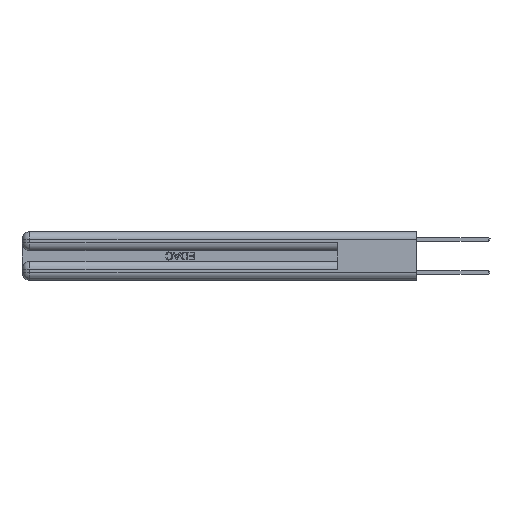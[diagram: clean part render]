
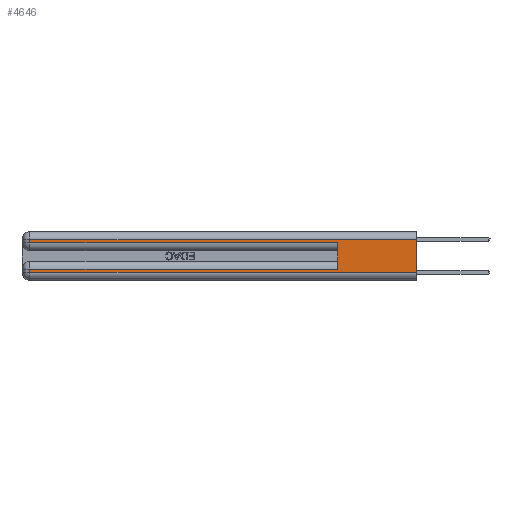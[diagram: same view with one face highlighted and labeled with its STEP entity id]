
A CAD part, left-side view. The second image highlights one B-rep face of the part: STEP entity #4646.
In plain terms, the highlighted planar face has unit normal (-1, 0, 0).
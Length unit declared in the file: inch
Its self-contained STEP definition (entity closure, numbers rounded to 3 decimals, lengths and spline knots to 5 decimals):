
#445 = CARTESIAN_POINT ( 'NONE',  ( 0., 0., 0.37 ) ) ;
#1070 = EDGE_CURVE ( 'NONE', #2341, #7108, #5860, .T. ) ;
#1638 = VECTOR ( 'NONE', #11748, 39.37008 ) ;
#2008 = CARTESIAN_POINT ( 'NONE',  ( 0., 0., 0.37 ) ) ;
#2333 = DIRECTION ( 'NONE',  ( 0., 0., -1. ) ) ;
#2341 = VERTEX_POINT ( 'NONE', #31297 ) ;
#2343 = VERTEX_POINT ( 'NONE', #22803 ) ;
#2598 = LINE ( 'NONE', #2008, #5273 ) ;
#3173 = CARTESIAN_POINT ( 'NONE',  ( 0., 0.6, 0.145 ) ) ;
#3411 = PLANE ( 'NONE',  #5743 ) ;
#4119 = CARTESIAN_POINT ( 'NONE',  ( 0., 2.94, 0.285 ) ) ;
#4314 = ORIENTED_EDGE ( 'NONE', *, *, #24957, .F. ) ;
#4632 = ORIENTED_EDGE ( 'NONE', *, *, #33123, .F. ) ;
#4646 = ADVANCED_FACE ( 'NONE', ( #28743 ), #3411, .F. ) ;
#4716 = VECTOR ( 'NONE', #22002, 39.37008 ) ;
#4740 = ORIENTED_EDGE ( 'NONE', *, *, #31609, .T. ) ;
#5273 = VECTOR ( 'NONE', #16256, 39.37008 ) ;
#5728 = VERTEX_POINT ( 'NONE', #9629 ) ;
#5743 = AXIS2_PLACEMENT_3D ( 'NONE', #445, #14896, #23271 ) ;
#5860 = LINE ( 'NONE', #10802, #11211 ) ;
#6744 = ORIENTED_EDGE ( 'NONE', *, *, #33887, .T. ) ;
#7108 = VERTEX_POINT ( 'NONE', #4119 ) ;
#8218 = ORIENTED_EDGE ( 'NONE', *, *, #1070, .T. ) ;
#8908 = CARTESIAN_POINT ( 'NONE',  ( 0., 0., 0.285 ) ) ;
#9291 = DIRECTION ( 'NONE',  ( 0., 1., 0. ) ) ;
#9629 = CARTESIAN_POINT ( 'NONE',  ( 0., 0., 0.06 ) ) ;
#10053 = ORIENTED_EDGE ( 'NONE', *, *, #20064, .T. ) ;
#10446 = CARTESIAN_POINT ( 'NONE',  ( 0., 2.94, 0.37 ) ) ;
#10621 = DIRECTION ( 'NONE',  ( 0., -1., 0. ) ) ;
#10802 = CARTESIAN_POINT ( 'NONE',  ( 0., 2.94, 0.37 ) ) ;
#11211 = VECTOR ( 'NONE', #2333, 39.37008 ) ;
#11748 = DIRECTION ( 'NONE',  ( 0., 0., 1. ) ) ;
#12280 = EDGE_CURVE ( 'NONE', #7108, #14348, #21172, .T. ) ;
#13848 = EDGE_LOOP ( 'NONE', ( #4314, #6744, #8218, #33642, #4632, #17749, #10053, #4740 ) ) ;
#14348 = VERTEX_POINT ( 'NONE', #21598 ) ;
#14896 = DIRECTION ( 'NONE',  ( 1., 0., 0. ) ) ;
#15194 = VERTEX_POINT ( 'NONE', #36361 ) ;
#15608 = LINE ( 'NONE', #20289, #18227 ) ;
#15999 = VECTOR ( 'NONE', #9291, 39.37008 ) ;
#16256 = DIRECTION ( 'NONE',  ( 0., 0., -1. ) ) ;
#17749 = ORIENTED_EDGE ( 'NONE', *, *, #23696, .T. ) ;
#18227 = VECTOR ( 'NONE', #32186, 39.37008 ) ;
#18558 = LINE ( 'NONE', #3173, #1638 ) ;
#19036 = LINE ( 'NONE', #31671, #15999 ) ;
#20064 = EDGE_CURVE ( 'NONE', #23411, #15194, #20281, .T. ) ;
#20281 = LINE ( 'NONE', #10446, #4716 ) ;
#20289 = CARTESIAN_POINT ( 'NONE',  ( 0., 0., 0.085 ) ) ;
#21172 = LINE ( 'NONE', #8908, #23749 ) ;
#21359 = VERTEX_POINT ( 'NONE', #29929 ) ;
#21598 = CARTESIAN_POINT ( 'NONE',  ( 0., 0.6, 0.285 ) ) ;
#22002 = DIRECTION ( 'NONE',  ( 0., 0., -1. ) ) ;
#22803 = CARTESIAN_POINT ( 'NONE',  ( 0., 0., 0.31 ) ) ;
#23271 = DIRECTION ( 'NONE',  ( 0., 0., -1. ) ) ;
#23411 = VERTEX_POINT ( 'NONE', #28301 ) ;
#23696 = EDGE_CURVE ( 'NONE', #21359, #23411, #15608, .T. ) ;
#23749 = VECTOR ( 'NONE', #29227, 39.37008 ) ;
#24957 = EDGE_CURVE ( 'NONE', #2343, #5728, #2598, .T. ) ;
#28301 = CARTESIAN_POINT ( 'NONE',  ( 0., 2.94, 0.085 ) ) ;
#28743 = FACE_OUTER_BOUND ( 'NONE', #13848, .T. ) ;
#29227 = DIRECTION ( 'NONE',  ( 0., -1., 0. ) ) ;
#29929 = CARTESIAN_POINT ( 'NONE',  ( 0., 0.6, 0.085 ) ) ;
#30487 = CARTESIAN_POINT ( 'NONE',  ( 0., 0., 0.06 ) ) ;
#31297 = CARTESIAN_POINT ( 'NONE',  ( 0., 2.94, 0.31 ) ) ;
#31609 = EDGE_CURVE ( 'NONE', #15194, #5728, #32863, .T. ) ;
#31671 = CARTESIAN_POINT ( 'NONE',  ( 0., 0., 0.31 ) ) ;
#32186 = DIRECTION ( 'NONE',  ( 0., 1., 0. ) ) ;
#32863 = LINE ( 'NONE', #30487, #35554 ) ;
#33123 = EDGE_CURVE ( 'NONE', #21359, #14348, #18558, .T. ) ;
#33642 = ORIENTED_EDGE ( 'NONE', *, *, #12280, .T. ) ;
#33887 = EDGE_CURVE ( 'NONE', #2343, #2341, #19036, .T. ) ;
#35554 = VECTOR ( 'NONE', #10621, 39.37008 ) ;
#36361 = CARTESIAN_POINT ( 'NONE',  ( 0., 2.94, 0.06 ) ) ;
